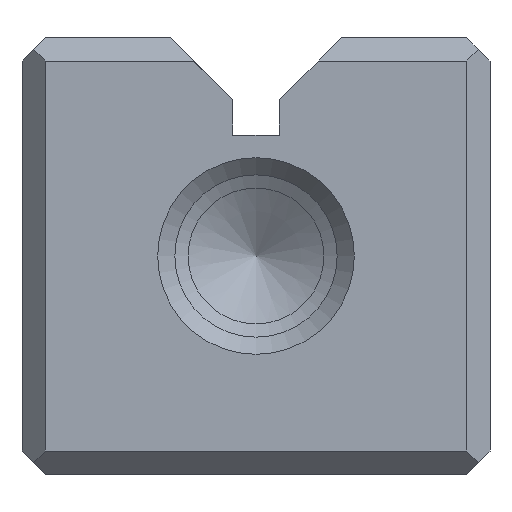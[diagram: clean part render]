
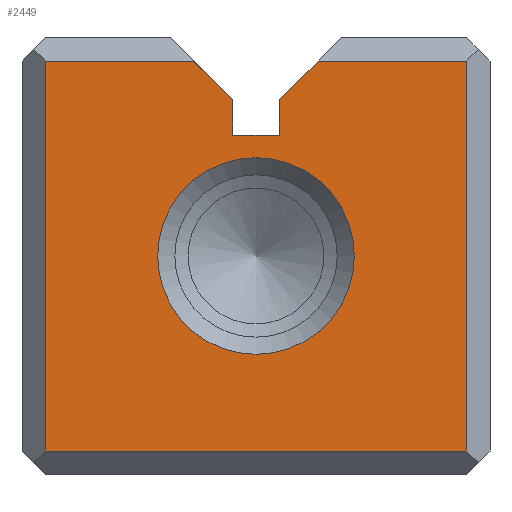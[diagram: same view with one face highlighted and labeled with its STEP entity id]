
A CAD part, front view. The second image highlights one B-rep face of the part: STEP entity #2449.
In plain terms, the highlighted planar face has unit normal (0, -1, 0).
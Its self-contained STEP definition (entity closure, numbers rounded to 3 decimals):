
#2449=ADVANCED_FACE('',(#3323,#3324),#2814,.T.);
#2814=PLANE('',#8577);
#3056=CIRCLE('',#8576,3.15);
#3323=FACE_BOUND('',#3491,.T.);
#3324=FACE_BOUND('',#3492,.T.);
#3491=EDGE_LOOP('',(#4169,#4170,#4171,#4172,#4173,#4174,#4175,#4176,#4177,
#4178));
#3492=EDGE_LOOP('',(#4179));
#4169=ORIENTED_EDGE('',*,*,#6591,.T.);
#4170=ORIENTED_EDGE('',*,*,#6592,.F.);
#4171=ORIENTED_EDGE('',*,*,#6593,.F.);
#4172=ORIENTED_EDGE('',*,*,#6594,.F.);
#4173=ORIENTED_EDGE('',*,*,#6595,.T.);
#4174=ORIENTED_EDGE('',*,*,#6596,.T.);
#4175=ORIENTED_EDGE('',*,*,#6597,.T.);
#4176=ORIENTED_EDGE('',*,*,#6598,.T.);
#4177=ORIENTED_EDGE('',*,*,#6599,.T.);
#4178=ORIENTED_EDGE('',*,*,#6600,.F.);
#4179=ORIENTED_EDGE('',*,*,#6601,.T.);
#5969=VERTEX_POINT('',#10969);
#5970=VERTEX_POINT('',#10970);
#5971=VERTEX_POINT('',#10972);
#5972=VERTEX_POINT('',#10974);
#5973=VERTEX_POINT('',#10976);
#5974=VERTEX_POINT('',#10978);
#5975=VERTEX_POINT('',#10980);
#5976=VERTEX_POINT('',#10982);
#5977=VERTEX_POINT('',#10984);
#5978=VERTEX_POINT('',#10986);
#5979=VERTEX_POINT('',#10989);
#6591=EDGE_CURVE('',#5969,#5970,#7405,.T.);
#6592=EDGE_CURVE('',#5971,#5970,#7406,.T.);
#6593=EDGE_CURVE('',#5972,#5971,#7407,.T.);
#6594=EDGE_CURVE('',#5973,#5972,#7408,.T.);
#6595=EDGE_CURVE('',#5973,#5974,#7409,.T.);
#6596=EDGE_CURVE('',#5974,#5975,#7410,.T.);
#6597=EDGE_CURVE('',#5975,#5976,#7411,.T.);
#6598=EDGE_CURVE('',#5976,#5977,#7412,.T.);
#6599=EDGE_CURVE('',#5977,#5978,#7413,.T.);
#6600=EDGE_CURVE('',#5969,#5978,#7414,.T.);
#6601=EDGE_CURVE('',#5979,#5979,#3056,.T.);
#7405=LINE('',#10968,#8065);
#7406=LINE('',#10971,#8066);
#7407=LINE('',#10973,#8067);
#7408=LINE('',#10975,#8068);
#7409=LINE('',#10977,#8069);
#7410=LINE('',#10979,#8070);
#7411=LINE('',#10981,#8071);
#7412=LINE('',#10983,#8072);
#7413=LINE('',#10985,#8073);
#7414=LINE('',#10987,#8074);
#8065=VECTOR('',#9089,1.);
#8066=VECTOR('',#9090,1.);
#8067=VECTOR('',#9091,1.);
#8068=VECTOR('',#9092,1.);
#8069=VECTOR('',#9093,1.);
#8070=VECTOR('',#9094,1.);
#8071=VECTOR('',#9095,1.);
#8072=VECTOR('',#9096,1.);
#8073=VECTOR('',#9097,1.);
#8074=VECTOR('',#9098,1.);
#8576=AXIS2_PLACEMENT_3D('',#10988,#9099,#9100);
#8577=AXIS2_PLACEMENT_3D('',#10990,#9101,#9102);
#9089=DIRECTION('',(0.,0.,-1.));
#9090=DIRECTION('',(1.,0.,0.));
#9091=DIRECTION('',(0.,0.,-1.));
#9092=DIRECTION('',(0.707,0.,-0.707));
#9093=DIRECTION('',(-1.,0.,0.));
#9094=DIRECTION('',(0.,0.,-1.));
#9095=DIRECTION('',(1.,0.,0.));
#9096=DIRECTION('',(0.,0.,1.));
#9097=DIRECTION('',(-1.,0.,0.));
#9098=DIRECTION('',(0.707,0.,0.707));
#9099=DIRECTION('',(0.,1.,0.));
#9100=DIRECTION('',(0.,0.,1.));
#9101=DIRECTION('',(0.,-1.,0.));
#9102=DIRECTION('',(0.,0.,1.));
#10968=CARTESIAN_POINT('',(8.25,0.,10.875));
#10969=CARTESIAN_POINT('',(8.25,0.,12.007));
#10970=CARTESIAN_POINT('',(8.25,0.,10.875));
#10971=CARTESIAN_POINT('',(6.75,0.,10.875));
#10972=CARTESIAN_POINT('',(6.75,0.,10.875));
#10973=CARTESIAN_POINT('',(6.75,0.,10.875));
#10974=CARTESIAN_POINT('',(6.75,0.,12.007));
#10975=CARTESIAN_POINT('',(4.757,0.,14.));
#10976=CARTESIAN_POINT('',(5.507,0.,13.25));
#10977=CARTESIAN_POINT('',(7.5,0.,13.25));
#10978=CARTESIAN_POINT('',(0.75,0.,13.25));
#10979=CARTESIAN_POINT('',(0.75,0.,0.));
#10980=CARTESIAN_POINT('',(0.75,0.,0.75));
#10981=CARTESIAN_POINT('',(7.5,0.,0.75));
#10982=CARTESIAN_POINT('',(14.25,0.,0.75));
#10983=CARTESIAN_POINT('',(14.25,0.,0.));
#10984=CARTESIAN_POINT('',(14.25,0.,13.25));
#10985=CARTESIAN_POINT('',(7.5,0.,13.25));
#10986=CARTESIAN_POINT('',(9.493,0.,13.25));
#10987=CARTESIAN_POINT('',(7.5,0.,11.257));
#10988=CARTESIAN_POINT('',(7.5,0.,7.));
#10989=CARTESIAN_POINT('',(7.5,0.,10.15));
#10990=CARTESIAN_POINT('',(7.5,0.,0.));
